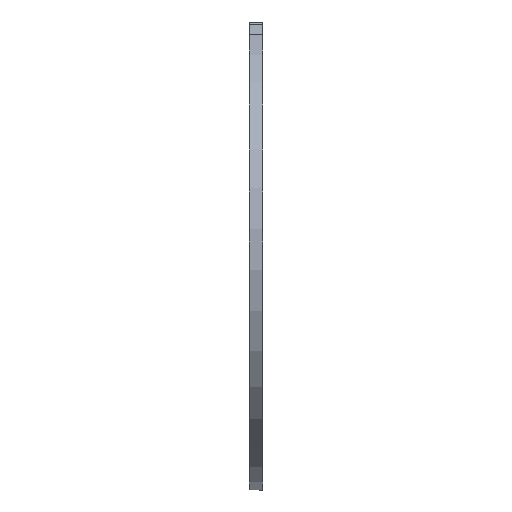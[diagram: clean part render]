
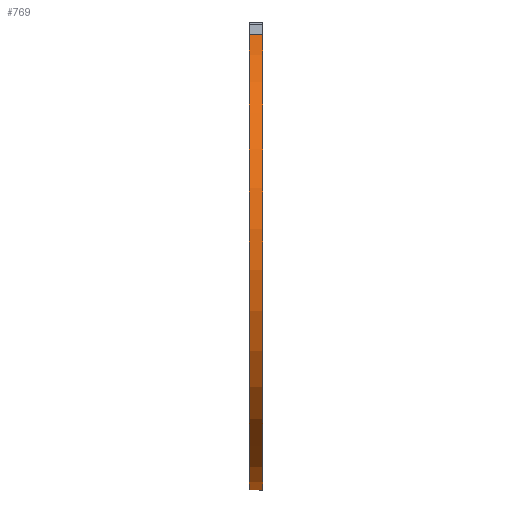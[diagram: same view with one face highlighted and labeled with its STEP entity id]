
A CAD part, left-side view. The second image highlights one B-rep face of the part: STEP entity #769.
In plain terms, the highlighted cylindrical face has radius 55.982 mm (diameter 111.963 mm), a partial arc.
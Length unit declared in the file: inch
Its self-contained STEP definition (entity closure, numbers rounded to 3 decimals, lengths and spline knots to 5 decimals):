
#37=FACE_OUTER_BOUND('',#82,.T.);
#82=EDGE_LOOP('',(#610,#611,#612,#613));
#126=LINE('',#1410,#169);
#127=LINE('',#1412,#170);
#169=VECTOR('',#1138,39.37008);
#170=VECTOR('',#1141,0.3937);
#231=CIRCLE('',#857,2.204);
#247=CIRCLE('',#879,2.204);
#312=VERTEX_POINT('',#1305);
#313=VERTEX_POINT('',#1307);
#329=VERTEX_POINT('',#1351);
#330=VERTEX_POINT('',#1353);
#398=EDGE_CURVE('',#313,#312,#231,.T.);
#421=EDGE_CURVE('',#330,#329,#247,.T.);
#450=EDGE_CURVE('',#330,#312,#126,.T.);
#451=EDGE_CURVE('',#313,#329,#127,.T.);
#610=ORIENTED_EDGE('',*,*,#421,.T.);
#611=ORIENTED_EDGE('',*,*,#451,.F.);
#612=ORIENTED_EDGE('',*,*,#398,.T.);
#613=ORIENTED_EDGE('',*,*,#450,.F.);
#729=CYLINDRICAL_SURFACE('',#908,2.204);
#769=ADVANCED_FACE('',(#37),#729,.T.);
#857=AXIS2_PLACEMENT_3D('',#1308,#1026,#1027);
#879=AXIS2_PLACEMENT_3D('',#1354,#1077,#1078);
#908=AXIS2_PLACEMENT_3D('',#1411,#1139,#1140);
#1026=DIRECTION('center_axis',(0.,1.,0.));
#1027=DIRECTION('ref_axis',(1.,0.,0.));
#1077=DIRECTION('center_axis',(0.,-1.,0.));
#1078=DIRECTION('ref_axis',(0.,0.,-1.));
#1138=DIRECTION('',(0.,-1.,0.));
#1139=DIRECTION('center_axis',(0.,1.,0.));
#1140=DIRECTION('ref_axis',(0.,0.,-1.));
#1141=DIRECTION('',(0.,1.,0.));
#1305=CARTESIAN_POINT('',(-0.91429,-0.0765,2.00542));
#1307=CARTESIAN_POINT('',(0.59976,-0.0765,2.12083));
#1308=CARTESIAN_POINT('Origin',(0.,-0.0765,0.));
#1351=CARTESIAN_POINT('',(0.59976,0.0485,2.12083));
#1353=CARTESIAN_POINT('',(-0.91429,0.0485,2.00542));
#1354=CARTESIAN_POINT('Origin',(0.,0.0485,0.));
#1410=CARTESIAN_POINT('',(-0.91429,0.,2.00542));
#1411=CARTESIAN_POINT('Origin',(0.,0.0765,0.));
#1412=CARTESIAN_POINT('',(0.59976,0.0765,2.12083));
